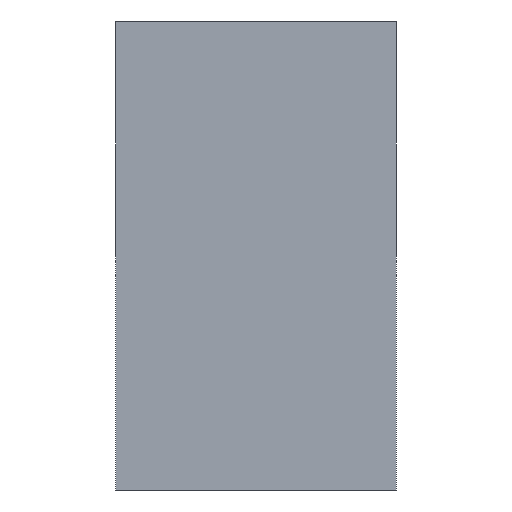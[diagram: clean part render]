
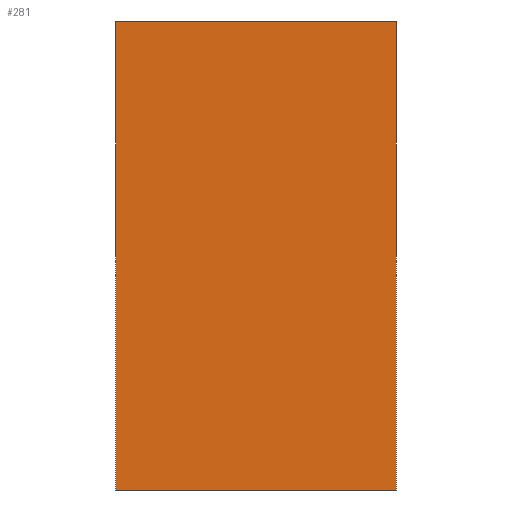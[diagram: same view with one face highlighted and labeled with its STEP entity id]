
A CAD part, left-side view. The second image highlights one B-rep face of the part: STEP entity #281.
In plain terms, the highlighted planar face has unit normal (-1, 0, 0).
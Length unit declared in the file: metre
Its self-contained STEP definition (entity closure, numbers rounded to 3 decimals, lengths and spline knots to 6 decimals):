
#44=ORIENTED_EDGE('',*,*,#104,.T.);
#45=ORIENTED_EDGE('',*,*,#105,.F.);
#46=ORIENTED_EDGE('',*,*,#106,.F.);
#47=ORIENTED_EDGE('',*,*,#101,.T.);
#101=EDGE_CURVE('',#134,#132,#161,.T.);
#104=EDGE_CURVE('',#132,#136,#164,.T.);
#105=EDGE_CURVE('',#137,#136,#165,.T.);
#106=EDGE_CURVE('',#134,#137,#166,.T.);
#132=VERTEX_POINT('',#456);
#134=VERTEX_POINT('',#459);
#136=VERTEX_POINT('',#465);
#137=VERTEX_POINT('',#467);
#161=LINE('',#458,#197);
#164=LINE('',#464,#200);
#165=LINE('',#466,#201);
#166=LINE('',#468,#202);
#197=VECTOR('',#379,1.);
#200=VECTOR('',#384,1.);
#201=VECTOR('',#385,1.);
#202=VECTOR('',#386,1.);
#227=EDGE_LOOP('',(#44,#45,#46,#47));
#245=FACE_BOUND('',#227,.T.);
#263=PLANE('',#336);
#281=ADVANCED_FACE('',(#245),#263,.F.);
#336=AXIS2_PLACEMENT_3D('',#463,#382,#383);
#379=DIRECTION('',(0.,0.,-1.));
#382=DIRECTION('',(1.,0.,0.));
#383=DIRECTION('',(0.,1.,0.));
#384=DIRECTION('',(0.,-1.,0.));
#385=DIRECTION('',(0.,0.,-1.));
#386=DIRECTION('',(0.,-1.,0.));
#456=CARTESIAN_POINT('',(-0.0003,0.00015,0.));
#458=CARTESIAN_POINT('',(-0.0003,0.00015,0.0005));
#459=CARTESIAN_POINT('',(-0.0003,0.00015,0.0005));
#463=CARTESIAN_POINT('',(-0.0003,0.,0.0005));
#464=CARTESIAN_POINT('',(-0.0003,0.,0.));
#465=CARTESIAN_POINT('',(-0.0003,-0.00015,0.));
#466=CARTESIAN_POINT('',(-0.0003,-0.00015,0.0005));
#467=CARTESIAN_POINT('',(-0.0003,-0.00015,0.0005));
#468=CARTESIAN_POINT('',(-0.0003,0.,0.0005));
